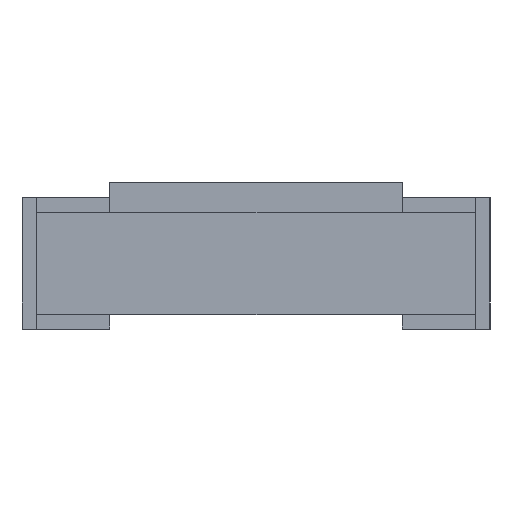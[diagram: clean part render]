
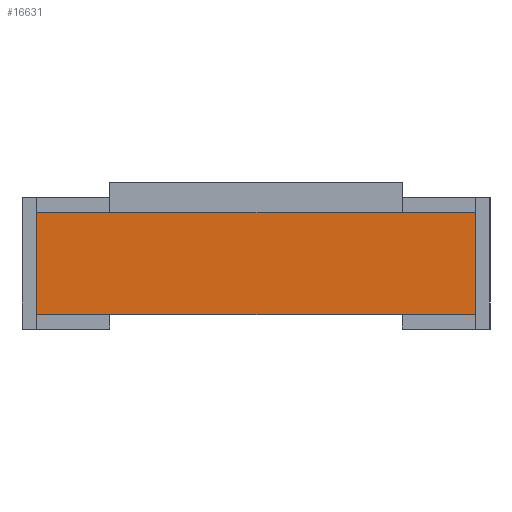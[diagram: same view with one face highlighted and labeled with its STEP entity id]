
A CAD part, left-side view. The second image highlights one B-rep face of the part: STEP entity #16631.
In plain terms, the highlighted planar face has unit normal (-1, 0, 0).
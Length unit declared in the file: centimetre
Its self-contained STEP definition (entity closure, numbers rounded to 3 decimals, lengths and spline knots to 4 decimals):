
#1402 = CARTESIAN_POINT ( 'NONE',  ( -0.16, 0.075, 0.005 ) ) ;
#1446 = CARTESIAN_POINT ( 'NONE',  ( -0.16, -0.075, 0.005 ) ) ;
#1457 = CARTESIAN_POINT ( 'NONE',  ( -0.16, -0.075, 0.04 ) ) ;
#2094 = PLANE ( 'NONE',  #7355 ) ;
#2095 = CARTESIAN_POINT ( 'NONE',  ( -0.16, 0., 0.0225 ) ) ;
#2096 = DIRECTION ( 'NONE',  ( 1., 0., 0. ) ) ;
#2097 = DIRECTION ( 'NONE',  ( 0., 0., -1. ) ) ;
#3476 = LINE ( 'NONE', #3477, #16312 ) ;
#3477 = CARTESIAN_POINT ( 'NONE',  ( -0.16, 0.075, 0.0225 ) ) ;
#3478 = DIRECTION ( 'NONE',  ( 0., 0., 1. ) ) ;
#3479 = LINE ( 'NONE', #3480, #16311 ) ;
#3480 = CARTESIAN_POINT ( 'NONE',  ( -0.16, 0.0375, 0.005 ) ) ;
#3481 = DIRECTION ( 'NONE',  ( 0., -1., 0. ) ) ;
#3482 = LINE ( 'NONE', #3483, #16310 ) ;
#3483 = CARTESIAN_POINT ( 'NONE',  ( -0.16, -0.075, 0.0225 ) ) ;
#3484 = DIRECTION ( 'NONE',  ( 0., 0., 1. ) ) ;
#7349 = FACE_OUTER_BOUND ( 'NONE', #14107, .T. ) ;
#7355 = AXIS2_PLACEMENT_3D ( 'NONE', #2095, #2096, #2097 ) ;
#8019 = VERTEX_POINT ( 'NONE', #8356 ) ;
#8356 = CARTESIAN_POINT ( 'NONE',  ( -0.16, 0.075, 0.04 ) ) ;
#9658 = LINE ( 'NONE', #9659, #14925 ) ;
#9659 = CARTESIAN_POINT ( 'NONE',  ( -0.16, 0., 0.04 ) ) ;
#9660 = DIRECTION ( 'NONE',  ( 0., -1., 0. ) ) ;
#12113 = EDGE_CURVE ( 'NONE', #15859, #8019, #3476, .T. ) ;
#12114 = EDGE_CURVE ( 'NONE', #15859, #15893, #3479, .T. ) ;
#12115 = EDGE_CURVE ( 'NONE', #15893, #15902, #3482, .T. ) ;
#14107 = EDGE_LOOP ( 'NONE', ( #15837, #15840, #15839, #15841 ) ) ;
#14925 = VECTOR ( 'NONE', #9660, 100. ) ;
#15837 = ORIENTED_EDGE ( 'NONE', *, *, #12113, .F. ) ;
#15839 = ORIENTED_EDGE ( 'NONE', *, *, #12115, .T. ) ;
#15840 = ORIENTED_EDGE ( 'NONE', *, *, #12114, .T. ) ;
#15841 = ORIENTED_EDGE ( 'NONE', *, *, #16686, .F. ) ;
#15859 = VERTEX_POINT ( 'NONE', #1402 ) ;
#15893 = VERTEX_POINT ( 'NONE', #1446 ) ;
#15902 = VERTEX_POINT ( 'NONE', #1457 ) ;
#16310 = VECTOR ( 'NONE', #3484, 100. ) ;
#16311 = VECTOR ( 'NONE', #3481, 100. ) ;
#16312 = VECTOR ( 'NONE', #3478, 100. ) ;
#16631 = ADVANCED_FACE ( 'NONE', ( #7349 ), #2094, .F. ) ;
#16686 = EDGE_CURVE ( 'NONE', #8019, #15902, #9658, .T. ) ;
